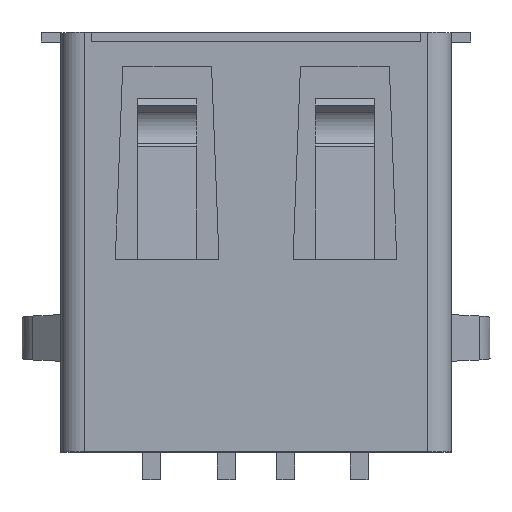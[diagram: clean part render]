
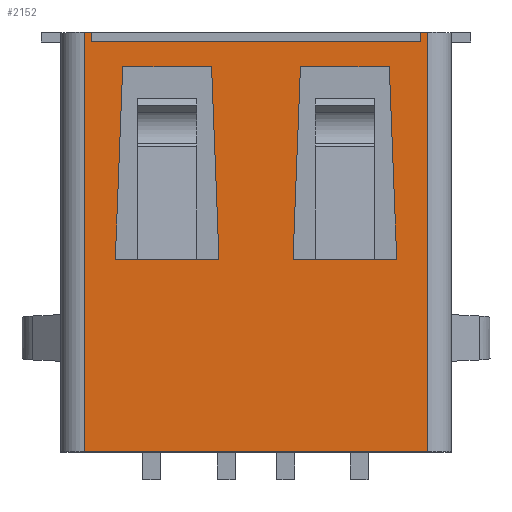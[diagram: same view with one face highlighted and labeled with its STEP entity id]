
A CAD part, top view. The second image highlights one B-rep face of the part: STEP entity #2152.
In plain terms, the highlighted planar face has unit normal (0, 0, 1).
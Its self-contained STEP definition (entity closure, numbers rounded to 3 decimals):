
#218=CARTESIAN_POINT('',(5.8,-3.86,6.9));
#219=VERTEX_POINT('',#218);
#227=CARTESIAN_POINT('',(-5.8,-3.86,6.9));
#228=VERTEX_POINT('',#227);
#229=CARTESIAN_POINT('',(6.6,-3.86,6.9));
#230=DIRECTION('',(1.0,0.0,0.0));
#231=VECTOR('',#230,1.0);
#232=LINE('',#229,#231);
#233=EDGE_CURVE('n� 657',#228,#219,#232,.T.);
#1167=CARTESIAN_POINT('',(-4.0,2.65,6.9));
#1168=VERTEX_POINT('',#1167);
#1183=CARTESIAN_POINT('',(-4.75,2.65,6.9));
#1184=VERTEX_POINT('',#1183);
#1191=CARTESIAN_POINT('',(-4.75,2.65,6.9));
#1192=DIRECTION('',(1.0,0.0,0.0));
#1193=VECTOR('',#1192,1.0);
#1194=LINE('',#1191,#1193);
#1195=EDGE_CURVE('n� 3247',#1184,#1168,#1194,.T.);
#1247=CARTESIAN_POINT('',(2.0,2.65,6.9));
#1248=VERTEX_POINT('',#1247);
#1263=CARTESIAN_POINT('',(1.25,2.65,6.9));
#1264=VERTEX_POINT('',#1263);
#1271=CARTESIAN_POINT('',(4.75,2.65,6.9));
#1272=DIRECTION('',(1.0,0.0,0.0));
#1273=VECTOR('',#1272,1.0);
#1274=LINE('',#1271,#1273);
#1275=EDGE_CURVE('n� 2973',#1264,#1248,#1274,.T.);
#1888=CARTESIAN_POINT('',(5.8,10.3,6.9));
#1889=VERTEX_POINT('',#1888);
#1890=CARTESIAN_POINT('',(5.56,10.3,6.9));
#1891=VERTEX_POINT('',#1890);
#1892=CARTESIAN_POINT('',(6.6,10.3,6.9));
#1893=DIRECTION('',(-1.0,-0.0,-0.0));
#1894=VECTOR('',#1893,1.0);
#1895=LINE('',#1892,#1894);
#1896=EDGE_CURVE('n� 663',#1889,#1891,#1895,.T.);
#1979=CARTESIAN_POINT('',(-5.8,10.3,6.9));
#1980=VERTEX_POINT('',#1979);
#1988=CARTESIAN_POINT('',(-5.56,10.3,6.9));
#1989=VERTEX_POINT('',#1988);
#1990=CARTESIAN_POINT('',(6.6,10.3,6.9));
#1991=DIRECTION('',(-1.0,-0.0,0.0));
#1992=VECTOR('',#1991,1.0);
#1993=LINE('',#1990,#1992);
#1994=EDGE_CURVE('n� 130',#1989,#1980,#1993,.T.);
#2026=CARTESIAN_POINT('',(-4.5,9.15,6.9));
#2027=VERTEX_POINT('',#2026);
#2028=CARTESIAN_POINT('',(-4.5,9.15,6.9));
#2029=DIRECTION('',(-0.038,-0.999,-0.0));
#2030=VECTOR('',#2029,1.0);
#2031=LINE('',#2028,#2030);
#2032=EDGE_CURVE('n� 3244',#2027,#1184,#2031,.T.);
#2033=ORIENTED_EDGE('',*,*,#2032,.F.);
#2034=CARTESIAN_POINT('',(-1.5,9.15,6.9));
#2035=VERTEX_POINT('',#2034);
#2036=CARTESIAN_POINT('',(-4.5,9.15,6.9));
#2037=DIRECTION('',(-1.0,-0.0,0.0));
#2038=VECTOR('',#2037,1.0);
#2039=LINE('',#2036,#2038);
#2040=EDGE_CURVE('n� 3253',#2035,#2027,#2039,.T.);
#2041=ORIENTED_EDGE('',*,*,#2040,.F.);
#2042=CARTESIAN_POINT('',(-1.25,2.65,6.9));
#2043=VERTEX_POINT('',#2042);
#2044=CARTESIAN_POINT('',(-1.5,9.15,6.9));
#2045=DIRECTION('',(-0.038,0.999,0.0));
#2046=VECTOR('',#2045,1.0);
#2047=LINE('',#2044,#2046);
#2048=EDGE_CURVE('n� 3250',#2043,#2035,#2047,.T.);
#2049=ORIENTED_EDGE('',*,*,#2048,.F.);
#2050=CARTESIAN_POINT('',(-2.0,2.65,6.9));
#2051=VERTEX_POINT('',#2050);
#2052=CARTESIAN_POINT('',(-4.75,2.65,6.9));
#2053=DIRECTION('',(1.0,0.0,0.0));
#2054=VECTOR('',#2053,1.0);
#2055=LINE('',#2052,#2054);
#2056=EDGE_CURVE('n� 4009',#2051,#2043,#2055,.T.);
#2057=ORIENTED_EDGE('',*,*,#2056,.F.);
#2058=CARTESIAN_POINT('',(-4.0,2.65,6.9));
#2059=DIRECTION('',(1.0,0.0,0.0));
#2060=VECTOR('',#2059,1.0);
#2061=LINE('',#2058,#2060);
#2062=EDGE_CURVE('n� 4039',#1168,#2051,#2061,.T.);
#2063=ORIENTED_EDGE('',*,*,#2062,.F.);
#2064=ORIENTED_EDGE('',*,*,#1195,.F.);
#2065=EDGE_LOOP('',(#2033,#2041,#2049,#2057,#2063,#2064));
#2066=FACE_OUTER_BOUND('',#2065,.T.);
#2067=CARTESIAN_POINT('',(4.5,9.15,6.9));
#2068=VERTEX_POINT('',#2067);
#2069=CARTESIAN_POINT('',(1.5,9.15,6.9));
#2070=VERTEX_POINT('',#2069);
#2071=CARTESIAN_POINT('',(4.5,9.15,6.9));
#2072=DIRECTION('',(-1.0,-0.0,0.0));
#2073=VECTOR('',#2072,1.0);
#2074=LINE('',#2071,#2073);
#2075=EDGE_CURVE('n� 2967',#2068,#2070,#2074,.T.);
#2076=ORIENTED_EDGE('',*,*,#2075,.F.);
#2077=CARTESIAN_POINT('',(4.75,2.65,6.9));
#2078=VERTEX_POINT('',#2077);
#2079=CARTESIAN_POINT('',(4.5,9.15,6.9));
#2080=DIRECTION('',(-0.038,0.999,0.0));
#2081=VECTOR('',#2080,1.0);
#2082=LINE('',#2079,#2081);
#2083=EDGE_CURVE('n� 2976',#2078,#2068,#2082,.T.);
#2084=ORIENTED_EDGE('',*,*,#2083,.F.);
#2085=CARTESIAN_POINT('',(4.0,2.65,6.9));
#2086=VERTEX_POINT('',#2085);
#2087=CARTESIAN_POINT('',(4.75,2.65,6.9));
#2088=DIRECTION('',(1.0,0.0,0.0));
#2089=VECTOR('',#2088,1.0);
#2090=LINE('',#2087,#2089);
#2091=EDGE_CURVE('n� 3464',#2086,#2078,#2090,.T.);
#2092=ORIENTED_EDGE('',*,*,#2091,.F.);
#2093=CARTESIAN_POINT('',(2.0,2.65,6.9));
#2094=DIRECTION('',(1.0,0.0,0.0));
#2095=VECTOR('',#2094,1.0);
#2096=LINE('',#2093,#2095);
#2097=EDGE_CURVE('n� 3495',#1248,#2086,#2096,.T.);
#2098=ORIENTED_EDGE('',*,*,#2097,.F.);
#2099=ORIENTED_EDGE('',*,*,#1275,.F.);
#2100=CARTESIAN_POINT('',(1.5,9.15,6.9));
#2101=DIRECTION('',(-0.038,-0.999,-0.0));
#2102=VECTOR('',#2101,1.0);
#2103=LINE('',#2100,#2102);
#2104=EDGE_CURVE('n� 2970',#2070,#1264,#2103,.T.);
#2105=ORIENTED_EDGE('',*,*,#2104,.F.);
#2106=EDGE_LOOP('',(#2076,#2084,#2092,#2098,#2099,#2105));
#2107=FACE_BOUND('',#2106,.T.);
#2108=ORIENTED_EDGE('',*,*,#233,.T.);
#2109=CARTESIAN_POINT('',(5.8,10.3,6.9));
#2110=DIRECTION('',(-0.0,1.0,0.0));
#2111=VECTOR('',#2110,1.0);
#2112=LINE('',#2109,#2111);
#2113=EDGE_CURVE('n� 671',#219,#1889,#2112,.T.);
#2114=ORIENTED_EDGE('',*,*,#2113,.T.);
#2115=ORIENTED_EDGE('',*,*,#1896,.T.);
#2116=CARTESIAN_POINT('',(5.56,9.98,6.9));
#2117=VERTEX_POINT('',#2116);
#2118=CARTESIAN_POINT('',(5.56,9.98,6.9));
#2119=DIRECTION('',(-0.0,1.0,0.0));
#2120=VECTOR('',#2119,1.0);
#2121=LINE('',#2118,#2120);
#2122=EDGE_CURVE('n� 150',#2117,#1891,#2121,.T.);
#2123=ORIENTED_EDGE('',*,*,#2122,.F.);
#2124=CARTESIAN_POINT('',(-5.56,9.98,6.9));
#2125=VERTEX_POINT('',#2124);
#2126=CARTESIAN_POINT('',(5.56,9.98,6.9));
#2127=DIRECTION('',(-1.0,-0.0,0.0));
#2128=VECTOR('',#2127,1.0);
#2129=LINE('',#2126,#2128);
#2130=EDGE_CURVE('n� 159',#2117,#2125,#2129,.T.);
#2131=ORIENTED_EDGE('',*,*,#2130,.T.);
#2132=CARTESIAN_POINT('',(-5.56,9.98,6.9));
#2133=DIRECTION('',(-0.0,1.0,0.0));
#2134=VECTOR('',#2133,1.0);
#2135=LINE('',#2132,#2134);
#2136=EDGE_CURVE('n� 162',#2125,#1989,#2135,.T.);
#2137=ORIENTED_EDGE('',*,*,#2136,.T.);
#2138=ORIENTED_EDGE('',*,*,#1994,.T.);
#2139=CARTESIAN_POINT('',(-5.8,-3.86,6.9));
#2140=DIRECTION('',(0.0,-1.0,-0.0));
#2141=VECTOR('',#2140,1.0);
#2142=LINE('',#2139,#2141);
#2143=EDGE_CURVE('n� 666',#1980,#228,#2142,.T.);
#2144=ORIENTED_EDGE('',*,*,#2143,.T.);
#2145=EDGE_LOOP('',(#2108,#2114,#2115,#2123,#2131,#2137,#2138,#2144));
#2146=FACE_BOUND('',#2145,.T.);
#2147=CARTESIAN_POINT('',(6.6,10.3,6.9));
#2148=DIRECTION('',(0.0,-0.0,1.0));
#2149=DIRECTION('',(-0.0,1.0,0.0));
#2150=AXIS2_PLACEMENT_3D('',#2147,#2148,#2149);
#2151=PLANE('',#2150);
#2152=ADVANCED_FACE('n� 1',(#2066,#2107,#2146),#2151,.T.);
